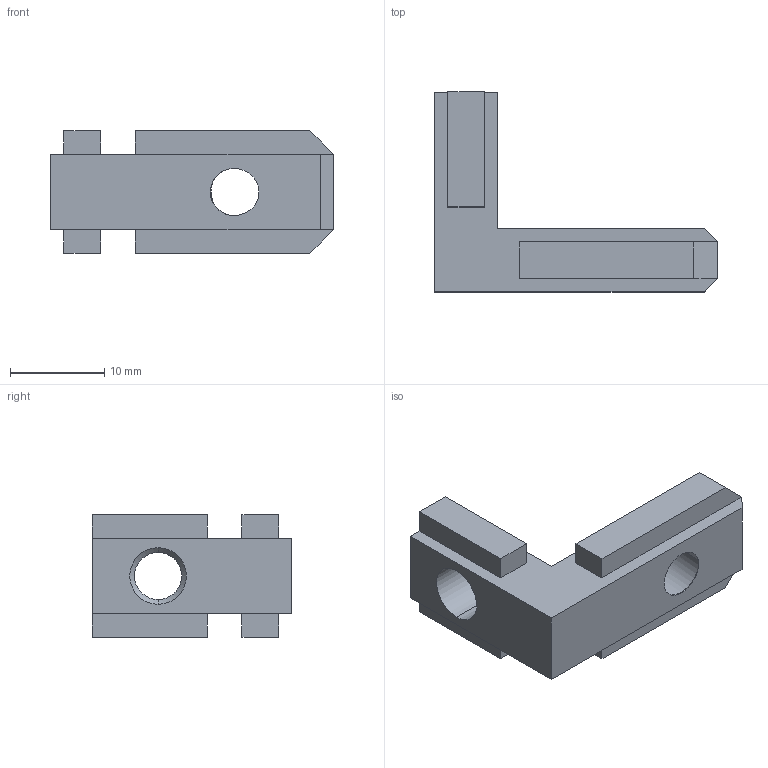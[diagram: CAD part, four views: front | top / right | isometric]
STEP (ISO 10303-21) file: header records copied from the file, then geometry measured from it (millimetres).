
FILE_DESCRIPTION (( 'STEP AP214' ), '1' );
FILE_NAME ('2.03.iba.STEP', '2025-06-14T18:17:53', ( '' ), ( '' ), 'SwSTEP 2.0', 'SolidWorks 2023', '' );
FILE_SCHEMA (( 'AUTOMOTIVE_DESIGN' ));
Length unit declared in the file: millimetre
Products named in the file (1): 2.03.iba
Bounding box: 30 x 21.2 x 13 mm (x, y, z)
Volume: 2618.6 mm3; surface area: 1946 mm2
Topology: 1 solids, 1 shells, 40 faces, 99 edges, 61 vertices
Faces by surface type: plane 28, cylinder 8, cone 4
Entity records: 1186 total; most frequent: CARTESIAN_POINT 219, ORIENTED_EDGE 198, DIRECTION 187, EDGE_CURVE 99, VECTOR 81, LINE 81, VERTEX_POINT 61, AXIS2_PLACEMENT_3D 53
